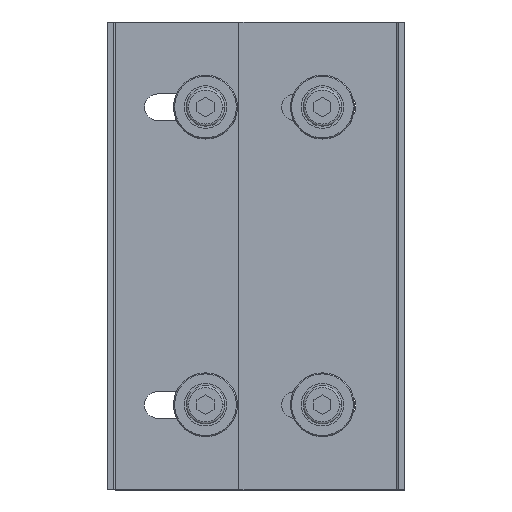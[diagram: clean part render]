
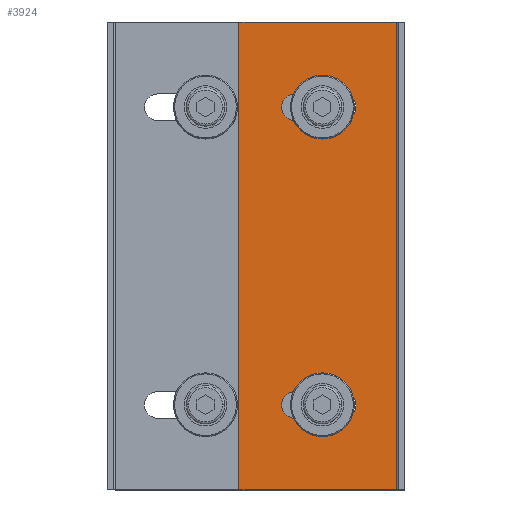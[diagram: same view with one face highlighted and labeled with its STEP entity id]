
A CAD part, top view. The second image highlights one B-rep face of the part: STEP entity #3924.
In plain terms, the highlighted planar face has unit normal (0, 0, 1).
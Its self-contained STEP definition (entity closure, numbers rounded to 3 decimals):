
#17 = ORIENTED_EDGE ( 'NONE', *, *, #312, .T. ) ;
#22 = CARTESIAN_POINT ( 'NONE',  ( 51.75, 63.75, 3. ) ) ;
#91 = CARTESIAN_POINT ( 'NONE',  ( 78., 110., 3. ) ) ;
#167 = CARTESIAN_POINT ( 'NONE',  ( 29.25, 70., 3. ) ) ;
#191 = VECTOR ( 'NONE', #2379, 1000. ) ;
#227 = VECTOR ( 'NONE', #2719, 1000. ) ;
#255 = DIRECTION ( 'NONE',  ( -1., 0., 0. ) ) ;
#263 = ORIENTED_EDGE ( 'NONE', *, *, #3745, .F. ) ;
#277 = ORIENTED_EDGE ( 'NONE', *, *, #1226, .F. ) ;
#312 = EDGE_CURVE ( 'NONE', #2817, #1804, #3355, .T. ) ;
#353 = DIRECTION ( 'NONE',  ( -1., 0., 0. ) ) ;
#405 = EDGE_CURVE ( 'NONE', #568, #2377, #3080, .T. ) ;
#413 = DIRECTION ( 'NONE',  ( 0., 0., 1. ) ) ;
#417 = CIRCLE ( 'NONE', #4065, 6.25 ) ;
#429 = DIRECTION ( 'NONE',  ( -1., 0., 0. ) ) ;
#466 = EDGE_CURVE ( 'NONE', #1804, #603, #3750, .T. ) ;
#474 = CIRCLE ( 'NONE', #1916, 6.25 ) ;
#484 = CIRCLE ( 'NONE', #1590, 6.25 ) ;
#511 = LINE ( 'NONE', #2408, #227 ) ;
#568 = VERTEX_POINT ( 'NONE', #2807 ) ;
#579 = EDGE_LOOP ( 'NONE', ( #3791, #263, #277, #966, #1317 ) ) ;
#603 = VERTEX_POINT ( 'NONE', #1439 ) ;
#697 = ORIENTED_EDGE ( 'NONE', *, *, #1361, .T. ) ;
#736 = CARTESIAN_POINT ( 'NONE',  ( 29.25, -70., 3. ) ) ;
#790 = CARTESIAN_POINT ( 'NONE',  ( 51.75, 76.25, 3. ) ) ;
#799 = CARTESIAN_POINT ( 'NONE',  ( 0., 110., 3. ) ) ;
#825 = CARTESIAN_POINT ( 'NONE',  ( 4., 110., 3. ) ) ;
#863 = CARTESIAN_POINT ( 'NONE',  ( 51.75, -76.25, 3. ) ) ;
#897 = CARTESIAN_POINT ( 'NONE',  ( 0., 63.75, 3. ) ) ;
#926 = AXIS2_PLACEMENT_3D ( 'NONE', #1925, #3207, #353 ) ;
#966 = ORIENTED_EDGE ( 'NONE', *, *, #405, .F. ) ;
#969 = FACE_OUTER_BOUND ( 'NONE', #1747, .T. ) ;
#1060 = CIRCLE ( 'NONE', #3257, 6.25 ) ;
#1112 = CIRCLE ( 'NONE', #2973, 6.25 ) ;
#1120 = CARTESIAN_POINT ( 'NONE',  ( 23., 70., 3. ) ) ;
#1185 = CARTESIAN_POINT ( 'NONE',  ( 29.25, -63.75, 3. ) ) ;
#1226 = EDGE_CURVE ( 'NONE', #2377, #1818, #484, .T. ) ;
#1276 = LINE ( 'NONE', #3882, #3928 ) ;
#1317 = ORIENTED_EDGE ( 'NONE', *, *, #3568, .F. ) ;
#1361 = EDGE_CURVE ( 'NONE', #2272, #1404, #1112, .T. ) ;
#1383 = CARTESIAN_POINT ( 'NONE',  ( 4., 110., 3. ) ) ;
#1385 = CARTESIAN_POINT ( 'NONE',  ( 51.75, -63.75, 3. ) ) ;
#1404 = VERTEX_POINT ( 'NONE', #863 ) ;
#1439 = CARTESIAN_POINT ( 'NONE',  ( 78., -110., 3. ) ) ;
#1455 = VERTEX_POINT ( 'NONE', #3141 ) ;
#1487 = LINE ( 'NONE', #897, #2062 ) ;
#1504 = DIRECTION ( 'NONE',  ( 1., 0., 0. ) ) ;
#1550 = CARTESIAN_POINT ( 'NONE',  ( 0., -110., 3. ) ) ;
#1590 = AXIS2_PLACEMENT_3D ( 'NONE', #167, #413, #2727 ) ;
#1723 = ORIENTED_EDGE ( 'NONE', *, *, #3322, .T. ) ;
#1731 = EDGE_CURVE ( 'NONE', #1455, #3203, #417, .T. ) ;
#1741 = DIRECTION ( 'NONE',  ( -1., 0., 0. ) ) ;
#1747 = EDGE_LOOP ( 'NONE', ( #2836, #3183, #3385, #17 ) ) ;
#1804 = VERTEX_POINT ( 'NONE', #2636 ) ;
#1814 = VECTOR ( 'NONE', #3878, 1000. ) ;
#1818 = VERTEX_POINT ( 'NONE', #3600 ) ;
#1849 = CARTESIAN_POINT ( 'NONE',  ( 0., -76.25, 3. ) ) ;
#1859 = EDGE_CURVE ( 'NONE', #2817, #4048, #3662, .T. ) ;
#1865 = DIRECTION ( 'NONE',  ( 0., 0., -1. ) ) ;
#1916 = AXIS2_PLACEMENT_3D ( 'NONE', #2926, #3880, #2393 ) ;
#1925 = CARTESIAN_POINT ( 'NONE',  ( 0., 110., 3. ) ) ;
#2040 = DIRECTION ( 'NONE',  ( 0., 0., 1. ) ) ;
#2042 = EDGE_CURVE ( 'NONE', #3508, #2272, #511, .T. ) ;
#2062 = VECTOR ( 'NONE', #1504, 1000. ) ;
#2099 = VERTEX_POINT ( 'NONE', #790 ) ;
#2117 = CARTESIAN_POINT ( 'NONE',  ( 51.75, -70., 3. ) ) ;
#2227 = EDGE_CURVE ( 'NONE', #3203, #3508, #474, .T. ) ;
#2248 = FACE_BOUND ( 'NONE', #579, .T. ) ;
#2272 = VERTEX_POINT ( 'NONE', #1385 ) ;
#2372 = DIRECTION ( 'NONE',  ( 0., 0., -1. ) ) ;
#2377 = VERTEX_POINT ( 'NONE', #1120 ) ;
#2379 = DIRECTION ( 'NONE',  ( 0., -1., 0. ) ) ;
#2393 = DIRECTION ( 'NONE',  ( -1., 0., 0. ) ) ;
#2408 = CARTESIAN_POINT ( 'NONE',  ( 0., -63.75, 3. ) ) ;
#2431 = VECTOR ( 'NONE', #255, 1000. ) ;
#2436 = CARTESIAN_POINT ( 'NONE',  ( 78., 110., 3. ) ) ;
#2474 = LINE ( 'NONE', #2436, #3337 ) ;
#2549 = AXIS2_PLACEMENT_3D ( 'NONE', #3333, #4016, #1741 ) ;
#2636 = CARTESIAN_POINT ( 'NONE',  ( 4., -110., 3. ) ) ;
#2719 = DIRECTION ( 'NONE',  ( 1., 0., 0. ) ) ;
#2727 = DIRECTION ( 'NONE',  ( -1., 0., 0. ) ) ;
#2729 = CARTESIAN_POINT ( 'NONE',  ( 23., -70., 3. ) ) ;
#2748 = VECTOR ( 'NONE', #3785, 1000. ) ;
#2807 = CARTESIAN_POINT ( 'NONE',  ( 29.25, 76.25, 3. ) ) ;
#2817 = VERTEX_POINT ( 'NONE', #1383 ) ;
#2836 = ORIENTED_EDGE ( 'NONE', *, *, #466, .T. ) ;
#2851 = VERTEX_POINT ( 'NONE', #22 ) ;
#2926 = CARTESIAN_POINT ( 'NONE',  ( 29.25, -70., 3. ) ) ;
#2951 = DIRECTION ( 'NONE',  ( -1., 0., 0. ) ) ;
#2963 = CARTESIAN_POINT ( 'NONE',  ( 51.75, 70., 3. ) ) ;
#2973 = AXIS2_PLACEMENT_3D ( 'NONE', #2117, #1865, #3993 ) ;
#2984 = DIRECTION ( 'NONE',  ( -1., 0., 0. ) ) ;
#3080 = CIRCLE ( 'NONE', #2549, 6.25 ) ;
#3111 = ORIENTED_EDGE ( 'NONE', *, *, #1731, .T. ) ;
#3112 = ORIENTED_EDGE ( 'NONE', *, *, #2042, .T. ) ;
#3141 = CARTESIAN_POINT ( 'NONE',  ( 29.25, -76.25, 3. ) ) ;
#3183 = ORIENTED_EDGE ( 'NONE', *, *, #3679, .F. ) ;
#3203 = VERTEX_POINT ( 'NONE', #2729 ) ;
#3207 = DIRECTION ( 'NONE',  ( 0., 0., -1. ) ) ;
#3257 = AXIS2_PLACEMENT_3D ( 'NONE', #2963, #2040, #2984 ) ;
#3322 = EDGE_CURVE ( 'NONE', #1404, #1455, #3733, .T. ) ;
#3333 = CARTESIAN_POINT ( 'NONE',  ( 29.25, 70., 3. ) ) ;
#3337 = VECTOR ( 'NONE', #3762, 1000. ) ;
#3355 = LINE ( 'NONE', #825, #191 ) ;
#3385 = ORIENTED_EDGE ( 'NONE', *, *, #1859, .F. ) ;
#3422 = ORIENTED_EDGE ( 'NONE', *, *, #2227, .T. ) ;
#3430 = EDGE_LOOP ( 'NONE', ( #3112, #697, #1723, #3111, #3422 ) ) ;
#3508 = VERTEX_POINT ( 'NONE', #1185 ) ;
#3518 = PLANE ( 'NONE',  #926 ) ;
#3568 = EDGE_CURVE ( 'NONE', #2099, #568, #1276, .T. ) ;
#3600 = CARTESIAN_POINT ( 'NONE',  ( 29.25, 63.75, 3. ) ) ;
#3662 = LINE ( 'NONE', #799, #1814 ) ;
#3679 = EDGE_CURVE ( 'NONE', #4048, #603, #2474, .T. ) ;
#3733 = LINE ( 'NONE', #1849, #2431 ) ;
#3745 = EDGE_CURVE ( 'NONE', #1818, #2851, #1487, .T. ) ;
#3750 = LINE ( 'NONE', #1550, #2748 ) ;
#3762 = DIRECTION ( 'NONE',  ( 0., -1., 0. ) ) ;
#3785 = DIRECTION ( 'NONE',  ( 1., 0., 0. ) ) ;
#3791 = ORIENTED_EDGE ( 'NONE', *, *, #4027, .F. ) ;
#3829 = FACE_BOUND ( 'NONE', #3430, .T. ) ;
#3878 = DIRECTION ( 'NONE',  ( 1., 0., 0. ) ) ;
#3880 = DIRECTION ( 'NONE',  ( 0., 0., -1. ) ) ;
#3882 = CARTESIAN_POINT ( 'NONE',  ( 0., 76.25, 3. ) ) ;
#3924 = ADVANCED_FACE ( 'NONE', ( #3829, #969, #2248 ), #3518, .F. ) ;
#3928 = VECTOR ( 'NONE', #2951, 1000. ) ;
#3993 = DIRECTION ( 'NONE',  ( -1., 0., 0. ) ) ;
#4016 = DIRECTION ( 'NONE',  ( 0., 0., 1. ) ) ;
#4027 = EDGE_CURVE ( 'NONE', #2851, #2099, #1060, .T. ) ;
#4048 = VERTEX_POINT ( 'NONE', #91 ) ;
#4065 = AXIS2_PLACEMENT_3D ( 'NONE', #736, #2372, #429 ) ;
